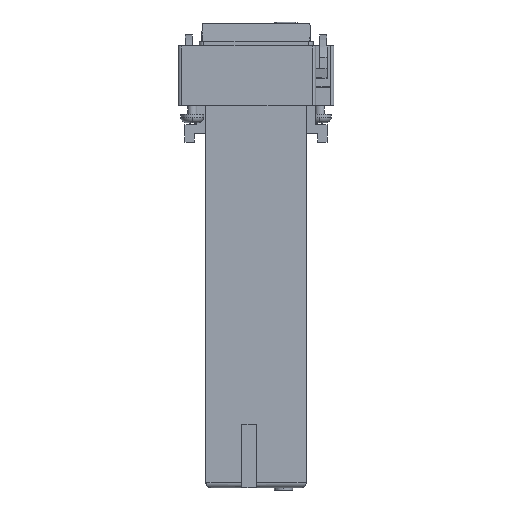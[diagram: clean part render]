
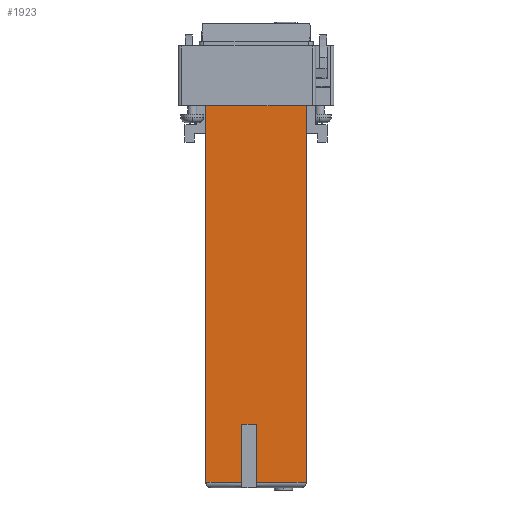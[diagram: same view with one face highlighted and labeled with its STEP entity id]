
A CAD part, left-side view. The second image highlights one B-rep face of the part: STEP entity #1923.
In plain terms, the highlighted planar face has unit normal (-1, 0, 0).
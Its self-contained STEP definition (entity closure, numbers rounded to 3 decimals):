
#1923=ADVANCED_FACE('',(#4099),#4100,.T.);
#4099=FACE_OUTER_BOUND('',#6464,.T.);
#4100=PLANE('',#6465);
#6464=EDGE_LOOP('',(#12010,#12011,#12012,#12013,#12014,#12015,#12016,#12017));
#6465=AXIS2_PLACEMENT_3D('',#12018,#12019,#12020);
#12010=ORIENTED_EDGE('',*,*,#15634,.T.);
#12011=ORIENTED_EDGE('',*,*,#15675,.T.);
#12012=ORIENTED_EDGE('',*,*,#15726,.T.);
#12013=ORIENTED_EDGE('',*,*,#15689,.T.);
#12014=ORIENTED_EDGE('',*,*,#15748,.T.);
#12015=ORIENTED_EDGE('',*,*,#15670,.T.);
#12016=ORIENTED_EDGE('',*,*,#15652,.T.);
#12017=ORIENTED_EDGE('',*,*,#15661,.T.);
#12018=CARTESIAN_POINT('',(-21.966,15.0,-52.648));
#12019=DIRECTION('',(-1.0,0.,0.));
#12020=DIRECTION('',(0.,0.0,-1.0));
#15634=EDGE_CURVE('',#19157,#19158,#19159,.T.);
#15652=EDGE_CURVE('',#19186,#19187,#19188,.T.);
#15661=EDGE_CURVE('',#19187,#19157,#19198,.T.);
#15670=EDGE_CURVE('',#16419,#19186,#19209,.T.);
#15675=EDGE_CURVE('',#19158,#19214,#19216,.T.);
#15689=EDGE_CURVE('',#19240,#19241,#19242,.T.);
#15726=EDGE_CURVE('',#19214,#19240,#19295,.T.);
#15748=EDGE_CURVE('',#19241,#16419,#19320,.T.);
#16419=VERTEX_POINT('',#20308);
#19157=VERTEX_POINT('',#24379);
#19158=VERTEX_POINT('',#24380);
#19159=LINE('',#24381,#24382);
#19186=VERTEX_POINT('',#24421);
#19187=VERTEX_POINT('',#24422);
#19188=LINE('',#24423,#24424);
#19198=LINE('',#24438,#24439);
#19209=LINE('',#24456,#24457);
#19214=VERTEX_POINT('',#24487);
#19216=LINE('',#24489,#24490);
#19240=VERTEX_POINT('',#24521);
#19241=VERTEX_POINT('',#24522);
#19242=LINE('',#24523,#24524);
#19295=LINE('',#24595,#24596);
#19320=LINE('',#24634,#24635);
#20308=CARTESIAN_POINT('',(-21.966,11.034,-100.793));
#24379=CARTESIAN_POINT('',(-21.966,-0.089,-88.046));
#24380=CARTESIAN_POINT('',(-21.966,-0.089,-100.793));
#24381=CARTESIAN_POINT('',(-21.966,-0.089,-70.347));
#24382=VECTOR('',#27758,1.0);
#24421=CARTESIAN_POINT('',(-21.966,3.184,-100.793));
#24422=CARTESIAN_POINT('',(-21.966,3.184,-88.046));
#24423=CARTESIAN_POINT('',(-21.966,3.184,-70.347));
#24424=VECTOR('',#27774,1.0);
#24438=CARTESIAN_POINT('',(-21.966,3.027,-88.046));
#24439=VECTOR('',#27782,1.0);
#24456=CARTESIAN_POINT('',(-21.966,15.0,-100.793));
#24457=VECTOR('',#27789,1.0);
#24487=CARTESIAN_POINT('',(-21.966,-10.966,-100.793));
#24489=CARTESIAN_POINT('',(-21.966,15.0,-100.793));
#24490=VECTOR('',#27796,1.0);
#24521=CARTESIAN_POINT('',(-21.966,-10.966,-5.0));
#24522=CARTESIAN_POINT('',(-21.966,11.034,-5.0));
#24523=CARTESIAN_POINT('',(-21.966,7.5,-5.0));
#24524=VECTOR('',#27816,1.0);
#24595=CARTESIAN_POINT('',(-21.966,-10.966,-52.648));
#24596=VECTOR('',#27859,1.0);
#24634=CARTESIAN_POINT('',(-21.966,11.034,-52.625));
#24635=VECTOR('',#27888,1.0);
#27758=DIRECTION('',(0.,0.0,-1.0));
#27774=DIRECTION('',(0.,0.0,1.0));
#27782=DIRECTION('',(0.,-1.0,0.));
#27789=DIRECTION('',(0.,-1.0,0.));
#27796=DIRECTION('',(0.,-1.0,0.));
#27816=DIRECTION('',(0.,1.0,0.));
#27859=DIRECTION('',(0.,0.,1.0));
#27888=DIRECTION('',(0.,0.0,-1.0));
